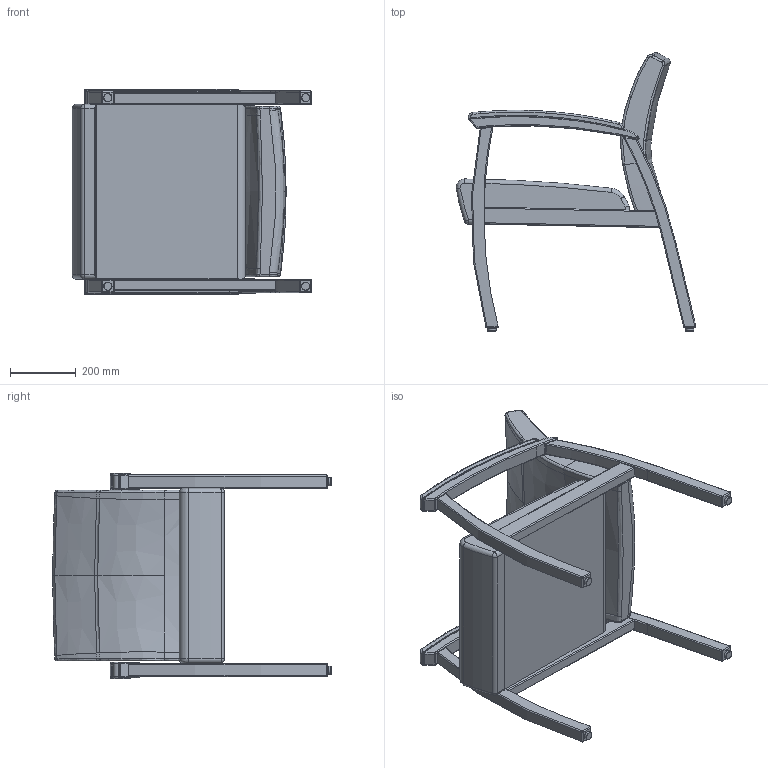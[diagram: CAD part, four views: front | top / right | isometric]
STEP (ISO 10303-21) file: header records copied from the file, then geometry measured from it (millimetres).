
FILE_DESCRIPTION(/* description */ (''),/* implementation_level */ '2;1');
FILE_NAME(/* name */ 'KOW10U.stp',/* time_stamp */ '2016-12-28T13:40:12-05:00',/* author */ ('emerkel'),/* organization */ (''),/* preprocessor_version */ 'ST-DEVELOPER v16.5',/* originating_system */ 'Autodesk Inventor 2017',/* authorisation */ '');
FILE_SCHEMA (('AUTOMOTIVE_DESIGN { 1 0 10303 214 3 1 1 }'));
Length unit declared in the file: inch
Products named in the file (11): KOW10U; KOW10-1 ARMR GENERIC; KOW10-1 ARMR GENERIC_1; KOW10 ARM TOP GENERIC; KOW10 ARMR CENTER RAIL RIGHT GENERIC; KOW10 ARMR FRONT RAIL GENERIC; KOW10 ARMR BACK RAIL GENERIC; GLD WHT 5-16; KOT10 USEAT; KOT10 BACK NEW; CM10B-1 MAC BLK (ADJUSTED TO KOW10)
Assembly tree (18 placements, depth 3):
  KOW10U
    KOW10-1 ARMR GENERIC
      KOW10 ARM TOP GENERIC
      KOW10 ARMR CENTER RAIL RIGHT GENERIC
      KOW10 ARMR FRONT RAIL GENERIC
      KOW10 ARMR BACK RAIL GENERIC
      GLD WHT 5-16  x2
    KOW10-1 ARMR GENERIC_1
      KOW10 ARM TOP GENERIC
      KOW10 ARMR CENTER RAIL RIGHT GENERIC
      KOW10 ARMR FRONT RAIL GENERIC
      KOW10 ARMR BACK RAIL GENERIC
      GLD WHT 5-16  x2
    KOT10 USEAT
    KOT10 BACK NEW
    CM10B-1 MAC BLK (ADJUSTED TO KOW10)  x2
Bounding box: 731.35 x 848.99 x 626.36 mm (x, y, z)
Volume: 59635150.8 mm3; surface area: 2302718.8 mm2
Topology: 16 solids, 16 shells, 556 faces, 1234 edges, 712 vertices
Faces by surface type: cylinder 182, bspline 135, torus 108, plane 91, sphere 40
Full cylindrical faces by diameter (mm): 7.144 x4, 14.287 x4, 25.4 x4
Entity records: 14160 total; most frequent: CARTESIAN_POINT 6885, DIRECTION 1472, ORIENTED_EDGE 1452, EDGE_CURVE 726, AXIS2_PLACEMENT_3D 641, VERTEX_POINT 428, EDGE_LOOP 336, FACE_OUTER_BOUND 325
